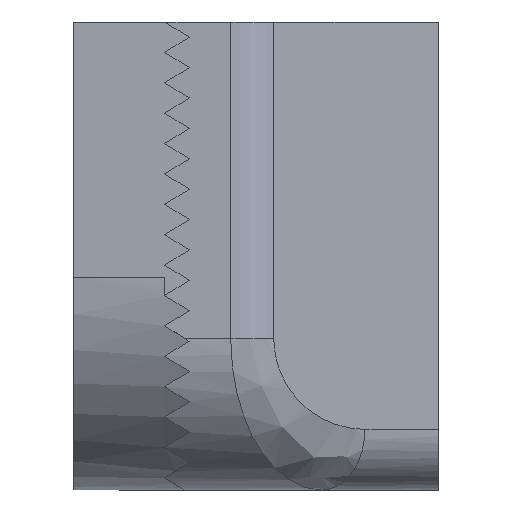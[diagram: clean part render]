
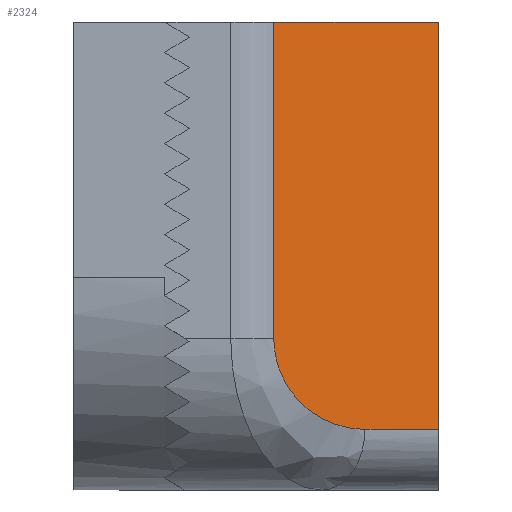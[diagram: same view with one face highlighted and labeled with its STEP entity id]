
A CAD part, left-side view. The second image highlights one B-rep face of the part: STEP entity #2324.
In plain terms, the highlighted planar face has unit normal (-0.707, -0.707, 0).
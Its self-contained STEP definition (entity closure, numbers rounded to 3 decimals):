
#69 = ORIENTED_EDGE ( 'NONE', *, *, #2075, .F. ) ;
#133 = EDGE_LOOP ( 'NONE', ( #1741, #1722, #1754, #1732, #69 ) ) ;
#1539 = LINE ( 'NONE', #2516, #1544 ) ;
#1541 = LINE ( 'NONE', #2512, #1543 ) ;
#1542 = LINE ( 'NONE', #2519, #1545 ) ;
#1543 = VECTOR ( 'NONE', #2508, 1000. ) ;
#1544 = VECTOR ( 'NONE', #2518, 1000. ) ;
#1545 = VECTOR ( 'NONE', #2522, 1000. ) ;
#1546 = LINE ( 'NONE', #2523, #1549 ) ;
#1549 = VECTOR ( 'NONE', #2524, 1000. ) ;
#1601 = FACE_OUTER_BOUND ( 'NONE', #133, .T. ) ;
#1722 = ORIENTED_EDGE ( 'NONE', *, *, #2078, .T. ) ;
#1731 = VERTEX_POINT ( 'NONE', #2470 ) ;
#1732 = ORIENTED_EDGE ( 'NONE', *, *, #2076, .T. ) ;
#1741 = ORIENTED_EDGE ( 'NONE', *, *, #2079, .F. ) ;
#1750 = VERTEX_POINT ( 'NONE', #2479 ) ;
#1754 = ORIENTED_EDGE ( 'NONE', *, *, #2077, .T. ) ;
#2075 = EDGE_CURVE ( 'NONE', #2169, #2162, #1541, .T. ) ;
#2076 = EDGE_CURVE ( 'NONE', #2167, #2162, #1539, .T. ) ;
#2077 = EDGE_CURVE ( 'NONE', #1731, #2167, #2926, .T. ) ;
#2078 = EDGE_CURVE ( 'NONE', #1750, #1731, #1542, .T. ) ;
#2079 = EDGE_CURVE ( 'NONE', #1750, #2169, #1546, .T. ) ;
#2139 = AXIS2_PLACEMENT_3D ( 'NONE', #2734, #2743, #2744 ) ;
#2162 = VERTEX_POINT ( 'NONE', #2552 ) ;
#2167 = VERTEX_POINT ( 'NONE', #2556 ) ;
#2169 = VERTEX_POINT ( 'NONE', #2551 ) ;
#2324 = ADVANCED_FACE ( 'NONE', ( #1601 ), #2741, .F. ) ;
#2470 = CARTESIAN_POINT ( 'NONE',  ( -7.457, 2.707, 2.5 ) ) ;
#2479 = CARTESIAN_POINT ( 'NONE',  ( -7.457, 2.707, 7.7 ) ) ;
#2508 = DIRECTION ( 'NONE',  ( 0., 0., -1. ) ) ;
#2511 = CARTESIAN_POINT ( 'NONE',  ( -7.457, 2.707, 1.621 ) ) ;
#2512 = CARTESIAN_POINT ( 'NONE',  ( -4.75, 0., 7.7 ) ) ;
#2516 = CARTESIAN_POINT ( 'NONE',  ( -7.75, 3., 1. ) ) ;
#2517 = CARTESIAN_POINT ( 'NONE',  ( -7.457, 2.707, 2.5 ) ) ;
#2518 = DIRECTION ( 'NONE',  ( 0.707, -0.707, 0. ) ) ;
#2519 = CARTESIAN_POINT ( 'NONE',  ( -7.457, 2.707, 7.7 ) ) ;
#2520 = CARTESIAN_POINT ( 'NONE',  ( -6.836, 2.086, 1. ) ) ;
#2521 = CARTESIAN_POINT ( 'NONE',  ( -5.957, 1.207, 1. ) ) ;
#2522 = DIRECTION ( 'NONE',  ( 0., 0., -1. ) ) ;
#2523 = CARTESIAN_POINT ( 'NONE',  ( -7.75, 3., 7.7 ) ) ;
#2524 = DIRECTION ( 'NONE',  ( 0.707, -0.707, 0. ) ) ;
#2551 = CARTESIAN_POINT ( 'NONE',  ( -4.75, 0., 7.7 ) ) ;
#2552 = CARTESIAN_POINT ( 'NONE',  ( -4.75, 0., 1. ) ) ;
#2556 = CARTESIAN_POINT ( 'NONE',  ( -5.957, 1.207, 1. ) ) ;
#2734 = CARTESIAN_POINT ( 'NONE',  ( -7.75, 3., 7.7 ) ) ;
#2741 = PLANE ( 'NONE',  #2139 ) ;
#2743 = DIRECTION ( 'NONE',  ( 0.707, 0.707, 0. ) ) ;
#2744 = DIRECTION ( 'NONE',  ( -0.707, 0.707, 0. ) ) ;
#2926 =( BOUNDED_CURVE ( )  B_SPLINE_CURVE ( 3, ( #2517, #2511, #2520, #2521 ),
 .UNSPECIFIED., .F., .F. ) 
 B_SPLINE_CURVE_WITH_KNOTS ( ( 4, 4 ),
 ( 3.142, 4.712 ),
 .UNSPECIFIED. ) 
 CURVE ( )  GEOMETRIC_REPRESENTATION_ITEM ( )  RATIONAL_B_SPLINE_CURVE ( ( 1., 0.805, 0.805, 1. ) ) 
 REPRESENTATION_ITEM ( '' )  );
